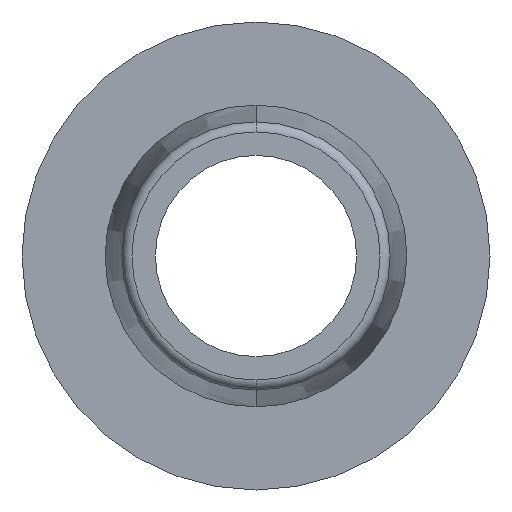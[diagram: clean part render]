
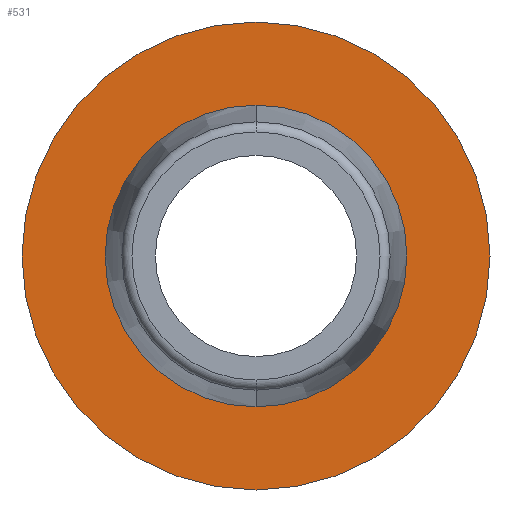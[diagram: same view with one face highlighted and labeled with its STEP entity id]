
A CAD part, front view. The second image highlights one B-rep face of the part: STEP entity #531.
In plain terms, the highlighted planar face has unit normal (0, -1, 0).
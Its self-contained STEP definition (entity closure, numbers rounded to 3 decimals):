
#6 = AXIS2_PLACEMENT_3D ( 'NONE', #775, #774, #773 ) ;
#75 = FACE_BOUND ( 'NONE', #361, .T. ) ;
#76 = FACE_OUTER_BOUND ( 'NONE', #360, .T. ) ;
#167 = VERTEX_POINT ( 'NONE', #1040 ) ;
#168 = VERTEX_POINT ( 'NONE', #1039 ) ;
#171 = VERTEX_POINT ( 'NONE', #1036 ) ;
#172 = VERTEX_POINT ( 'NONE', #1035 ) ;
#209 = ORIENTED_EDGE ( 'NONE', *, *, #557, .F. ) ;
#210 = ORIENTED_EDGE ( 'NONE', *, *, #589, .F. ) ;
#211 = ORIENTED_EDGE ( 'NONE', *, *, #556, .T. ) ;
#212 = ORIENTED_EDGE ( 'NONE', *, *, #593, .T. ) ;
#360 = EDGE_LOOP ( 'NONE', ( #212, #211 ) ) ;
#361 = EDGE_LOOP ( 'NONE', ( #209, #210 ) ) ;
#380 = AXIS2_PLACEMENT_3D ( 'NONE', #790, #789, #788 ) ;
#384 = CIRCLE ( 'NONE', #6, 6.98 ) ;
#387 = CIRCLE ( 'NONE', #380, 4.25 ) ;
#449 = AXIS2_PLACEMENT_3D ( 'NONE', #914, #912, #911 ) ;
#450 = CIRCLE ( 'NONE', #449, 4.25 ) ;
#451 = AXIS2_PLACEMENT_3D ( 'NONE', #919, #918, #917 ) ;
#452 = CIRCLE ( 'NONE', #451, 6.98 ) ;
#490 = AXIS2_PLACEMENT_3D ( 'NONE', #1011, #1010, #1009 ) ;
#531 = ADVANCED_FACE ( 'NONE', ( #76, #75 ), #1012, .T. ) ;
#556 = EDGE_CURVE ( 'NONE', #167, #168, #452, .T. ) ;
#557 = EDGE_CURVE ( 'NONE', #172, #171, #450, .T. ) ;
#589 = EDGE_CURVE ( 'NONE', #171, #172, #387, .T. ) ;
#593 = EDGE_CURVE ( 'NONE', #168, #167, #384, .T. ) ;
#773 = DIRECTION ( 'NONE',  ( 0., 0., -1. ) ) ;
#774 = DIRECTION ( 'NONE',  ( 0., -1., 0. ) ) ;
#775 = CARTESIAN_POINT ( 'NONE',  ( 0., -39.5, 0. ) ) ;
#788 = DIRECTION ( 'NONE',  ( 0., 0., -1. ) ) ;
#789 = DIRECTION ( 'NONE',  ( 0., -1., 0. ) ) ;
#790 = CARTESIAN_POINT ( 'NONE',  ( 0., -39.5, 0. ) ) ;
#911 = DIRECTION ( 'NONE',  ( 0., 0., -1. ) ) ;
#912 = DIRECTION ( 'NONE',  ( 0., -1., 0. ) ) ;
#914 = CARTESIAN_POINT ( 'NONE',  ( 0., -39.5, 0. ) ) ;
#917 = DIRECTION ( 'NONE',  ( 0., 0., -1. ) ) ;
#918 = DIRECTION ( 'NONE',  ( 0., -1., 0. ) ) ;
#919 = CARTESIAN_POINT ( 'NONE',  ( 0., -39.5, 0. ) ) ;
#1009 = DIRECTION ( 'NONE',  ( 0., 0., -1. ) ) ;
#1010 = DIRECTION ( 'NONE',  ( 0., -1., 0. ) ) ;
#1011 = CARTESIAN_POINT ( 'NONE',  ( 6.98, -39.5, 0. ) ) ;
#1012 = PLANE ( 'NONE',  #490 ) ;
#1035 = CARTESIAN_POINT ( 'NONE',  ( 0., -39.5, -4.25 ) ) ;
#1036 = CARTESIAN_POINT ( 'NONE',  ( 0., -39.5, 4.25 ) ) ;
#1039 = CARTESIAN_POINT ( 'NONE',  ( 0., -39.5, -6.98 ) ) ;
#1040 = CARTESIAN_POINT ( 'NONE',  ( 0., -39.5, 6.98 ) ) ;
